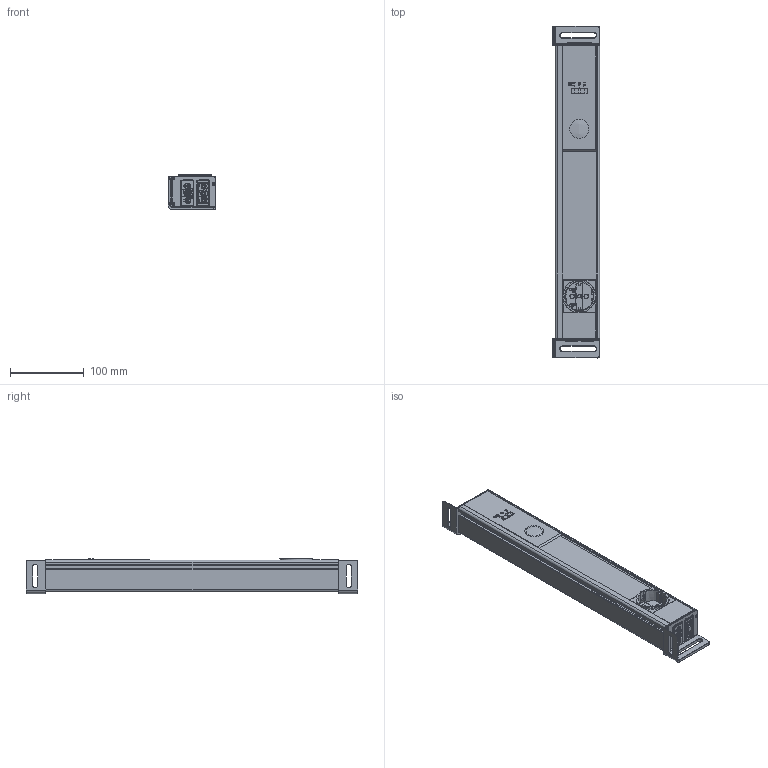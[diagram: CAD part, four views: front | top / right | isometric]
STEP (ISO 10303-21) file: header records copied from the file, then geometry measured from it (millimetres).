
FILE_DESCRIPTION(/* description */ (''),/* implementation_level */ '2;1');
FILE_NAME(/* name */ '111028_LED-A-450-ST-E-VK.stp',/* time_stamp */ '2023-02-11T21:17:46+01:00',/* author */ ('cad'),/* organization */ (''),/* preprocessor_version */ 'ST-DEVELOPER v15.6',/* originating_system */ 'Autodesk Inventor 2015',/* authorisation */ '');
FILE_SCHEMA (('AUTOMOTIVE_DESIGN { 1 0 10303 214 3 1 1 }'));
Products named in the file (1): 111028_LED-A-450-ST-E-VK_Shrinkwrap_1
Bounding box: 64 x 450 x 48 mm (x, y, z)
Surface area: 184946.4 mm2 (no closed solid volume)
Topology: 0 solids, 88 shells, 2047 faces, 6946 edges, 4947 vertices
Faces by surface type: plane 1564, cylinder 358, bspline 62, cone 45, sphere 16, torus 2
Full cylindrical faces by diameter (mm): 2.797 x1, 2.8 x2, 5.5 x1, 36.995 x1
Entity records: 80778 total; most frequent: CARTESIAN_POINT 20339, ORIENTED_EDGE 11987, DIRECTION 11659, EDGE_CURVE 6919, LINE 5489, VECTOR 5489, VERTEX_POINT 4942, AXIS2_PLACEMENT_3D 3085
